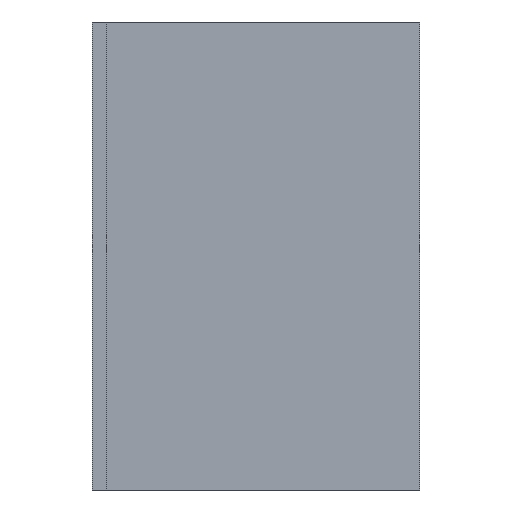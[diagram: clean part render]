
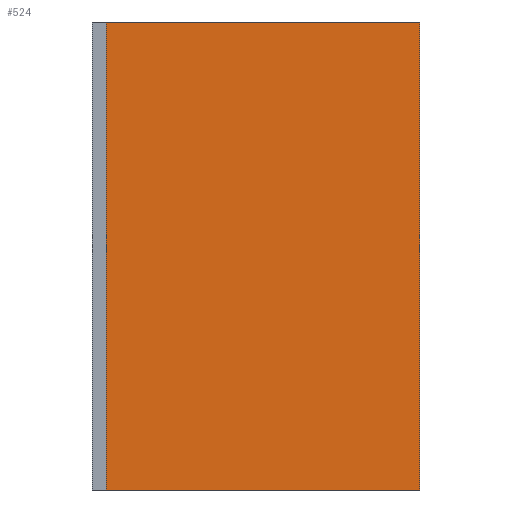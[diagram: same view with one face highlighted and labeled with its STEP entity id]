
A CAD part, left-side view. The second image highlights one B-rep face of the part: STEP entity #524.
In plain terms, the highlighted planar face has unit normal (-1, 0, 0).
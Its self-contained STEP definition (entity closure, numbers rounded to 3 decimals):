
#38=FACE_OUTER_BOUND('',#64,.T.);
#64=EDGE_LOOP('',(#451,#452,#453,#454));
#78=LINE('',#725,#150);
#91=LINE('',#753,#163);
#135=LINE('',#839,#207);
#137=LINE('',#842,#209);
#150=VECTOR('',#594,10.);
#163=VECTOR('',#613,10.);
#207=VECTOR('',#689,10.);
#209=VECTOR('',#693,10.);
#219=VERTEX_POINT('',#722);
#220=VERTEX_POINT('',#724);
#231=VERTEX_POINT('',#750);
#232=VERTEX_POINT('',#752);
#270=EDGE_CURVE('',#220,#219,#78,.T.);
#283=EDGE_CURVE('',#231,#232,#91,.T.);
#327=EDGE_CURVE('',#220,#231,#135,.T.);
#329=EDGE_CURVE('',#219,#232,#137,.T.);
#451=ORIENTED_EDGE('',*,*,#329,.T.);
#452=ORIENTED_EDGE('',*,*,#283,.F.);
#453=ORIENTED_EDGE('',*,*,#327,.F.);
#454=ORIENTED_EDGE('',*,*,#270,.T.);
#498=PLANE('',#570);
#524=ADVANCED_FACE('',(#38),#498,.T.);
#570=AXIS2_PLACEMENT_3D('',#841,#691,#692);
#594=DIRECTION('',(0.,0.,1.));
#613=DIRECTION('',(0.,0.,1.));
#689=DIRECTION('',(0.,1.,0.));
#691=DIRECTION('center_axis',(-1.,0.,0.));
#692=DIRECTION('ref_axis',(0.,0.,1.));
#693=DIRECTION('',(0.,1.,0.));
#722=CARTESIAN_POINT('',(-1.,0.,0.5));
#724=CARTESIAN_POINT('',(-1.,0.,0.));
#725=CARTESIAN_POINT('',(-1.,0.,0.));
#750=CARTESIAN_POINT('',(-1.,0.335,0.));
#752=CARTESIAN_POINT('',(-1.,0.335,0.5));
#753=CARTESIAN_POINT('',(-1.,0.335,0.));
#839=CARTESIAN_POINT('',(-1.,0.,0.));
#841=CARTESIAN_POINT('Origin',(-1.,0.,0.));
#842=CARTESIAN_POINT('',(-1.,0.,0.5));
